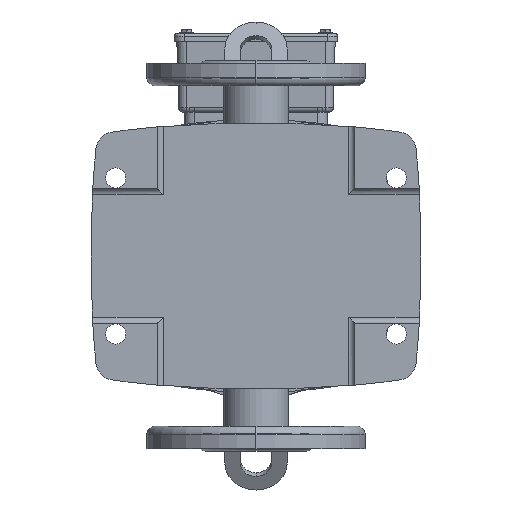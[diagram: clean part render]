
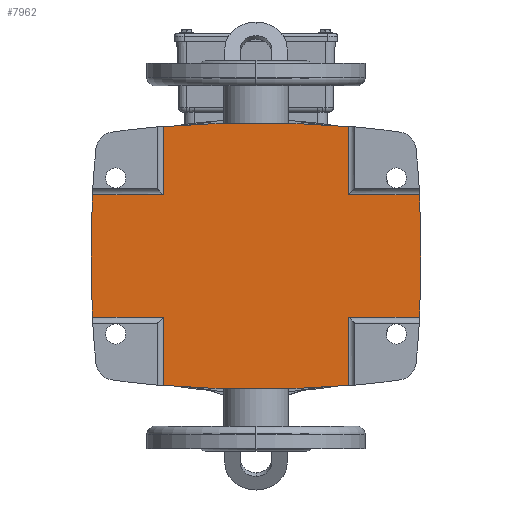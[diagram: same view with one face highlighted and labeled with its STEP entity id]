
A CAD part, front view. The second image highlights one B-rep face of the part: STEP entity #7962.
In plain terms, the highlighted planar face has unit normal (0, -1, 0).
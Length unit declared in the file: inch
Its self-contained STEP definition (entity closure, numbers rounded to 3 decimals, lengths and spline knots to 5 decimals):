
#798 = DIRECTION ( 'NONE',  ( 1., 0., 0. ) ) ;
#1272 = EDGE_CURVE ( 'NONE', #17967, #35004, #24388, .T. ) ;
#1636 = VECTOR ( 'NONE', #27311, 39.37008 ) ;
#1707 = DIRECTION ( 'NONE',  ( 0., 1., 0. ) ) ;
#2324 = VECTOR ( 'NONE', #3631, 39.37008 ) ;
#2396 = CARTESIAN_POINT ( 'NONE',  ( 1.54265, 0.19685, 4.11924 ) ) ;
#2461 = VECTOR ( 'NONE', #21857, 39.37008 ) ;
#2607 = EDGE_CURVE ( 'NONE', #30800, #9856, #22810, .T. ) ;
#2685 = CARTESIAN_POINT ( 'NONE',  ( 0., 0.19685, -23.10236 ) ) ;
#2996 = VERTEX_POINT ( 'NONE', #10577 ) ;
#3334 = LINE ( 'NONE', #30151, #2461 ) ;
#3631 = DIRECTION ( 'NONE',  ( 1., 0., 0. ) ) ;
#3681 = CARTESIAN_POINT ( 'NONE',  ( 3.26434, 0.19685, -2.33625 ) ) ;
#3770 = ORIENTED_EDGE ( 'NONE', *, *, #1272, .F. ) ;
#4048 = CARTESIAN_POINT ( 'NONE',  ( -1.54265, 0.19685, 4.11924 ) ) ;
#4056 = CARTESIAN_POINT ( 'NONE',  ( -23.10315, 0.19685, 0. ) ) ;
#4254 = AXIS2_PLACEMENT_3D ( 'NONE', #15485, #1707, #35054 ) ;
#4300 = ORIENTED_EDGE ( 'NONE', *, *, #24222, .T. ) ;
#4304 = EDGE_CURVE ( 'NONE', #34249, #32653, #21761, .T. ) ;
#4572 = VERTEX_POINT ( 'NONE', #33136 ) ;
#5041 = AXIS2_PLACEMENT_3D ( 'NONE', #15512, #15399, #21023 ) ;
#5544 = ORIENTED_EDGE ( 'NONE', *, *, #29719, .F. ) ;
#7271 = CARTESIAN_POINT ( 'NONE',  ( -1.54265, 0.19685, -4.11924 ) ) ;
#7551 = DIRECTION ( 'NONE',  ( 0., 0., 1. ) ) ;
#7962 = ADVANCED_FACE ( 'NONE', ( #20298 ), #24951, .F. ) ;
#7983 = VECTOR ( 'NONE', #21075, 39.37008 ) ;
#8208 = CARTESIAN_POINT ( 'NONE',  ( -1.54265, 0.19685, -4.59646 ) ) ;
#8301 = DIRECTION ( 'NONE',  ( 0., 1., 0. ) ) ;
#8387 = AXIS2_PLACEMENT_3D ( 'NONE', #8208, #19128, #21510 ) ;
#9287 = VERTEX_POINT ( 'NONE', #28246 ) ;
#9672 = DIRECTION ( 'NONE',  ( 0., 0., 1. ) ) ;
#9856 = VERTEX_POINT ( 'NONE', #33818 ) ;
#10156 = ORIENTED_EDGE ( 'NONE', *, *, #28644, .F. ) ;
#10577 = CARTESIAN_POINT ( 'NONE',  ( 3.26434, 0.19685, 2.33625 ) ) ;
#10618 = ORIENTED_EDGE ( 'NONE', *, *, #33380, .F. ) ;
#10755 = VECTOR ( 'NONE', #7551, 39.37008 ) ;
#11498 = CARTESIAN_POINT ( 'NONE',  ( 1.54265, 0.19685, -4.59646 ) ) ;
#12354 = DIRECTION ( 'NONE',  ( 0., 1., 0. ) ) ;
#12514 = DIRECTION ( 'NONE',  ( 0., -1., 0. ) ) ;
#13717 = CARTESIAN_POINT ( 'NONE',  ( -4.59646, 0.19685, 2.33625 ) ) ;
#13926 = EDGE_CURVE ( 'NONE', #23809, #25032, #22100, .T. ) ;
#14145 = EDGE_CURVE ( 'NONE', #32653, #17057, #34539, .T. ) ;
#14571 = CARTESIAN_POINT ( 'NONE',  ( -4.59646, 0.19685, -2.33625 ) ) ;
#15399 = DIRECTION ( 'NONE',  ( 0., -1., 0. ) ) ;
#15407 = LINE ( 'NONE', #20710, #2324 ) ;
#15485 = CARTESIAN_POINT ( 'NONE',  ( 0., 0.19685, 23.10236 ) ) ;
#15512 = CARTESIAN_POINT ( 'NONE',  ( 23.10315, 0.19685, 0. ) ) ;
#15976 = ORIENTED_EDGE ( 'NONE', *, *, #4304, .T. ) ;
#16486 = EDGE_CURVE ( 'NONE', #9287, #31249, #3334, .T. ) ;
#16502 = CARTESIAN_POINT ( 'NONE',  ( -1.54265, 0.19685, -2.33625 ) ) ;
#16796 = ORIENTED_EDGE ( 'NONE', *, *, #33485, .T. ) ;
#17057 = VERTEX_POINT ( 'NONE', #35388 ) ;
#17967 = VERTEX_POINT ( 'NONE', #29091 ) ;
#18259 = CARTESIAN_POINT ( 'NONE',  ( 1.54265, 0.19685, -4.59646 ) ) ;
#19128 = DIRECTION ( 'NONE',  ( 0., 1., 0. ) ) ;
#20036 = CIRCLE ( 'NONE', #27929, 26.47079 ) ;
#20298 = FACE_OUTER_BOUND ( 'NONE', #29630, .T. ) ;
#20451 = VERTEX_POINT ( 'NONE', #3681 ) ;
#20466 = ORIENTED_EDGE ( 'NONE', *, *, #14145, .T. ) ;
#20710 = CARTESIAN_POINT ( 'NONE',  ( -4.59646, 0.19685, 2.33625 ) ) ;
#20714 = DIRECTION ( 'NONE',  ( 0., 0., 1. ) ) ;
#20956 = CARTESIAN_POINT ( 'NONE',  ( 0., 0.19685, -23.10236 ) ) ;
#21023 = DIRECTION ( 'NONE',  ( 0., 0., 1. ) ) ;
#21075 = DIRECTION ( 'NONE',  ( 0., 0., 1. ) ) ;
#21467 = CIRCLE ( 'NONE', #22259, 27.26527 ) ;
#21510 = DIRECTION ( 'NONE',  ( 0., 0., 1. ) ) ;
#21761 = LINE ( 'NONE', #11498, #26123 ) ;
#21857 = DIRECTION ( 'NONE',  ( 0., 0., 1. ) ) ;
#22100 = LINE ( 'NONE', #30152, #10755 ) ;
#22214 = DIRECTION ( 'NONE',  ( 0., -1., 0. ) ) ;
#22259 = AXIS2_PLACEMENT_3D ( 'NONE', #2685, #22214, #25022 ) ;
#22810 = CIRCLE ( 'NONE', #5041, 26.47079 ) ;
#23468 = ORIENTED_EDGE ( 'NONE', *, *, #16486, .F. ) ;
#23809 = VERTEX_POINT ( 'NONE', #7271 ) ;
#24222 = EDGE_CURVE ( 'NONE', #4572, #20451, #33236, .T. ) ;
#24344 = EDGE_CURVE ( 'NONE', #30800, #9287, #31896, .T. ) ;
#24388 = CIRCLE ( 'NONE', #4254, 27.26527 ) ;
#24906 = CARTESIAN_POINT ( 'NONE',  ( 0., 0.19685, 23.10236 ) ) ;
#24951 = PLANE ( 'NONE',  #8387 ) ;
#25022 = DIRECTION ( 'NONE',  ( 0., 0., 1. ) ) ;
#25032 = VERTEX_POINT ( 'NONE', #16502 ) ;
#25785 = VECTOR ( 'NONE', #798, 39.37008 ) ;
#25857 = ORIENTED_EDGE ( 'NONE', *, *, #26619, .T. ) ;
#26123 = VECTOR ( 'NONE', #27999, 39.37008 ) ;
#26263 = AXIS2_PLACEMENT_3D ( 'NONE', #24906, #8301, #27842 ) ;
#26619 = EDGE_CURVE ( 'NONE', #9856, #25032, #27448, .T. ) ;
#26662 = ORIENTED_EDGE ( 'NONE', *, *, #13926, .F. ) ;
#27311 = DIRECTION ( 'NONE',  ( 1., 0., 0. ) ) ;
#27448 = LINE ( 'NONE', #32544, #1636 ) ;
#27552 = DIRECTION ( 'NONE',  ( 1., 0., 0. ) ) ;
#27842 = DIRECTION ( 'NONE',  ( 0., 0., 1. ) ) ;
#27929 = AXIS2_PLACEMENT_3D ( 'NONE', #4056, #12354, #9672 ) ;
#27999 = DIRECTION ( 'NONE',  ( 0., 0., 1. ) ) ;
#28246 = CARTESIAN_POINT ( 'NONE',  ( -1.54265, 0.19685, 2.33625 ) ) ;
#28615 = ORIENTED_EDGE ( 'NONE', *, *, #24344, .F. ) ;
#28644 = EDGE_CURVE ( 'NONE', #35004, #23809, #32752, .T. ) ;
#29091 = CARTESIAN_POINT ( 'NONE',  ( 1.54265, 0.19685, -4.11924 ) ) ;
#29630 = EDGE_LOOP ( 'NONE', ( #23468, #28615, #32475, #25857, #26662, #10156, #3770, #16796, #4300, #5544, #10618, #15976, #20466, #30520 ) ) ;
#29719 = EDGE_CURVE ( 'NONE', #2996, #20451, #20036, .T. ) ;
#30151 = CARTESIAN_POINT ( 'NONE',  ( -1.54265, 0.19685, -4.59646 ) ) ;
#30152 = CARTESIAN_POINT ( 'NONE',  ( -1.54265, 0.19685, -4.59646 ) ) ;
#30163 = VECTOR ( 'NONE', #27552, 39.37008 ) ;
#30520 = ORIENTED_EDGE ( 'NONE', *, *, #35088, .T. ) ;
#30800 = VERTEX_POINT ( 'NONE', #32519 ) ;
#31249 = VERTEX_POINT ( 'NONE', #4048 ) ;
#31896 = LINE ( 'NONE', #13717, #30163 ) ;
#32007 = LINE ( 'NONE', #18259, #7983 ) ;
#32088 = CARTESIAN_POINT ( 'NONE',  ( 1.54265, 0.19685, 2.33625 ) ) ;
#32475 = ORIENTED_EDGE ( 'NONE', *, *, #2607, .T. ) ;
#32519 = CARTESIAN_POINT ( 'NONE',  ( -3.26434, 0.19685, 2.33625 ) ) ;
#32544 = CARTESIAN_POINT ( 'NONE',  ( -4.59646, 0.19685, -2.33625 ) ) ;
#32653 = VERTEX_POINT ( 'NONE', #2396 ) ;
#32752 = CIRCLE ( 'NONE', #26263, 27.26527 ) ;
#32918 = AXIS2_PLACEMENT_3D ( 'NONE', #20956, #12514, #20714 ) ;
#33136 = CARTESIAN_POINT ( 'NONE',  ( 1.54265, 0.19685, -2.33625 ) ) ;
#33236 = LINE ( 'NONE', #14571, #25785 ) ;
#33380 = EDGE_CURVE ( 'NONE', #34249, #2996, #15407, .T. ) ;
#33485 = EDGE_CURVE ( 'NONE', #17967, #4572, #32007, .T. ) ;
#33818 = CARTESIAN_POINT ( 'NONE',  ( -3.26434, 0.19685, -2.33625 ) ) ;
#34249 = VERTEX_POINT ( 'NONE', #32088 ) ;
#34539 = CIRCLE ( 'NONE', #32918, 27.26527 ) ;
#34921 = CARTESIAN_POINT ( 'NONE',  ( 0., 0.19685, -4.16291 ) ) ;
#35004 = VERTEX_POINT ( 'NONE', #34921 ) ;
#35054 = DIRECTION ( 'NONE',  ( 0., 0., 1. ) ) ;
#35088 = EDGE_CURVE ( 'NONE', #17057, #31249, #21467, .T. ) ;
#35388 = CARTESIAN_POINT ( 'NONE',  ( 0., 0.19685, 4.16291 ) ) ;
